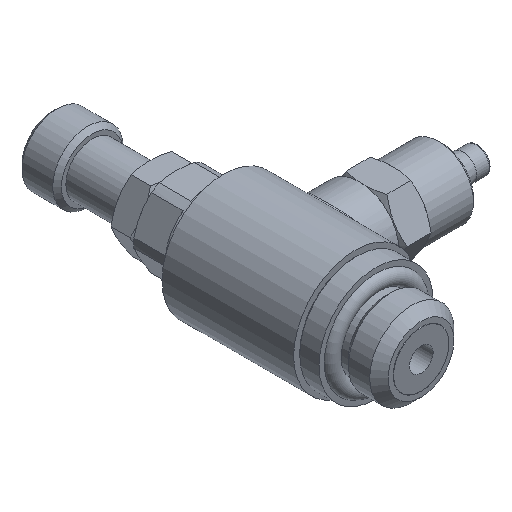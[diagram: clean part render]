
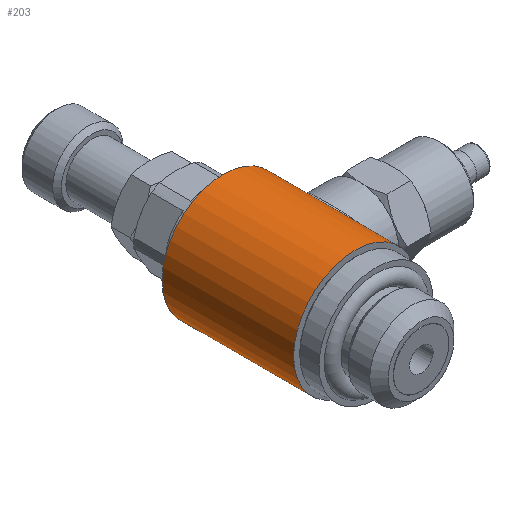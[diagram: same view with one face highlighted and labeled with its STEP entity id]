
A CAD part, isometric view. The second image highlights one B-rep face of the part: STEP entity #203.
In plain terms, the highlighted cylindrical face has radius 7 mm (diameter 14 mm), a full revolution.
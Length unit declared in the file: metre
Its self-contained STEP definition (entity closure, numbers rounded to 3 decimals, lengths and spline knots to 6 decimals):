
#203 = ADVANCED_FACE( 'NONE', ( #453, #454, #455 ), #456, .T. );
#453 = FACE_OUTER_BOUND( '', #787, .T. );
#454 = FACE_OUTER_BOUND( '', #788, .T. );
#455 = FACE_BOUND( '', #789, .T. );
#456 = CYLINDRICAL_SURFACE( '', #790, 0.007 );
#787 = EDGE_LOOP( '', ( #1455 ) );
#788 = EDGE_LOOP( '', ( #1456 ) );
#789 = EDGE_LOOP( '', ( #1457, #1458 ) );
#790 = AXIS2_PLACEMENT_3D( '', #1459, #1460, #1461 );
#1455 = ORIENTED_EDGE( '', *, *, #2029, .F. );
#1456 = ORIENTED_EDGE( '', *, *, #2030, .F. );
#1457 = ORIENTED_EDGE( '', *, *, #2031, .T. );
#1458 = ORIENTED_EDGE( '', *, *, #2032, .T. );
#1459 = CARTESIAN_POINT( '', ( 0., 0.030486, 0. ) );
#1460 = DIRECTION( '', ( 0., 1., 0. ) );
#1461 = DIRECTION( '', ( 0., 0., 1. ) );
#2029 = EDGE_CURVE( 'NONE', #2331, #2331, #2332, .T. );
#2030 = EDGE_CURVE( 'NONE', #2333, #2333, #2334, .T. );
#2031 = EDGE_CURVE( 'NONE', #2335, #2336, #2337, .T. );
#2032 = EDGE_CURVE( 'NONE', #2336, #2335, #2338, .T. );
#2331 = VERTEX_POINT( '', #2831 );
#2332 = CIRCLE( '', #2832, 0.007 );
#2333 = VERTEX_POINT( '', #2833 );
#2334 = CIRCLE( '', #2834, 0.007 );
#2335 = VERTEX_POINT( 'NONE', #2835 );
#2336 = VERTEX_POINT( 'NONE', #2836 );
#2337 = B_SPLINE_CURVE_WITH_KNOTS( '', 3, ( #2837, #2838, #2839, #2840, #2841, #2842, #2843, #2844, #2845, #2846, #2847, #2848, #2849, #2850, #2851, #2852, #2853, #2854, #2855, #2856, #2857, #2858, #2859, #2860, #2861, #2862, #2863 ), .UNSPECIFIED., .F., .F., ( 4, 1, 1, 1, 1, 1, 1, 1, 1, 1, 1, 1, 1, 1, 1, 1, 1, 1, 1, 1, 1, 1, 1, 1, 4 ), ( 0., 0.01275, 0.024649, 0.035718, 0.049045, 0.06251, 0.093262, 0.125, 0.186489, 0.249917, 0.31334, 0.374956, 0.43832, 0.499988, 0.56166, 0.625019, 0.686615, 0.75006, 0.813457, 0.874977, 0.906732, 0.937481, 0.95345, 0.968752, 1. ), .UNSPECIFIED. );
#2338 = B_SPLINE_CURVE_WITH_KNOTS( '', 3, ( #2864, #2865, #2866, #2867, #2868, #2869, #2870, #2871, #2872, #2873, #2874, #2875, #2876, #2877, #2878, #2879, #2880, #2881, #2882, #2883, #2884, #2885, #2886 ), .UNSPECIFIED., .F., .F., ( 4, 1, 1, 1, 1, 1, 1, 1, 1, 1, 1, 1, 1, 1, 1, 1, 1, 1, 1, 1, 4 ), ( 0., 0.015629, 0.031259, 0.062504, 0.124936, 0.18739, 0.249911, 0.312432, 0.374952, 0.437475, 0.499995, 0.562516, 0.625037, 0.687557, 0.750078, 0.812599, 0.875053, 0.937486, 0.96874, 0.984367, 1. ), .UNSPECIFIED. );
#2831 = CARTESIAN_POINT( '', ( 0., 0.0079, -0.007 ) );
#2832 = AXIS2_PLACEMENT_3D( '', #3429, #3430, #3431 );
#2833 = CARTESIAN_POINT( '', ( 0., 0.0229, 0.007 ) );
#2834 = AXIS2_PLACEMENT_3D( '', #3432, #3433, #3434 );
#2835 = CARTESIAN_POINT( '', ( 0.005217, 0.016897, 0.004667 ) );
#2836 = CARTESIAN_POINT( '', ( 0.005218, 0.016915, -0.004667 ) );
#2837 = CARTESIAN_POINT( '', ( 0.005217, 0.016897, 0.004667 ) );
#2838 = CARTESIAN_POINT( '', ( 0.005218, 0.016963, 0.004666 ) );
#2839 = CARTESIAN_POINT( '', ( 0.00522, 0.017092, 0.004663 ) );
#2840 = CARTESIAN_POINT( '', ( 0.005229, 0.017278, 0.004654 ) );
#2841 = CARTESIAN_POINT( '', ( 0.005243, 0.017466, 0.004638 ) );
#2842 = CARTESIAN_POINT( '', ( 0.005264, 0.017661, 0.004614 ) );
#2843 = CARTESIAN_POINT( '', ( 0.005306, 0.017955, 0.004566 ) );
#2844 = CARTESIAN_POINT( '', ( 0.005381, 0.018335, 0.004478 ) );
#2845 = CARTESIAN_POINT( '', ( 0.005541, 0.018932, 0.004281 ) );
#2846 = CARTESIAN_POINT( '', ( 0.005795, 0.019636, 0.003941 ) );
#2847 = CARTESIAN_POINT( '', ( 0.006139, 0.02038, 0.003389 ) );
#2848 = CARTESIAN_POINT( '', ( 0.006472, 0.021014, 0.002707 ) );
#2849 = CARTESIAN_POINT( '', ( 0.006758, 0.021505, 0.001896 ) );
#2850 = CARTESIAN_POINT( '', ( 0.006953, 0.021826, 0.000986 ) );
#2851 = CARTESIAN_POINT( '', ( 0.007023, 0.021936, 0.000009 ) );
#2852 = CARTESIAN_POINT( '', ( 0.006955, 0.02183, -0.000968 ) );
#2853 = CARTESIAN_POINT( '', ( 0.006763, 0.021513, -0.001879 ) );
#2854 = CARTESIAN_POINT( '', ( 0.006478, 0.021025, -0.002693 ) );
#2855 = CARTESIAN_POINT( '', ( 0.006145, 0.020393, -0.003378 ) );
#2856 = CARTESIAN_POINT( '', ( 0.005801, 0.019652, -0.003932 ) );
#2857 = CARTESIAN_POINT( '', ( 0.005546, 0.018948, -0.004274 ) );
#2858 = CARTESIAN_POINT( '', ( 0.005385, 0.018353, -0.004473 ) );
#2859 = CARTESIAN_POINT( '', ( 0.005307, 0.01796, -0.004565 ) );
#2860 = CARTESIAN_POINT( '', ( 0.005262, 0.017644, -0.004617 ) );
#2861 = CARTESIAN_POINT( '', ( 0.005227, 0.017321, -0.004656 ) );
#2862 = CARTESIAN_POINT( '', ( 0.005221, 0.017078, -0.004662 ) );
#2863 = CARTESIAN_POINT( '', ( 0.005218, 0.016915, -0.004667 ) );
#2864 = CARTESIAN_POINT( '', ( 0.005218, 0.016915, -0.004667 ) );
#2865 = CARTESIAN_POINT( '', ( 0.005218, 0.016833, -0.004666 ) );
#2866 = CARTESIAN_POINT( '', ( 0.00522, 0.01667, -0.004664 ) );
#2867 = CARTESIAN_POINT( '', ( 0.00524, 0.016344, -0.004642 ) );
#2868 = CARTESIAN_POINT( '', ( 0.005306, 0.015781, -0.004566 ) );
#2869 = CARTESIAN_POINT( '', ( 0.00549, 0.015008, -0.00435 ) );
#2870 = CARTESIAN_POINT( '', ( 0.005795, 0.014167, -0.003941 ) );
#2871 = CARTESIAN_POINT( '', ( 0.006136, 0.013423, -0.003393 ) );
#2872 = CARTESIAN_POINT( '', ( 0.00647, 0.012793, -0.002713 ) );
#2873 = CARTESIAN_POINT( '', ( 0.006755, 0.012299, -0.001907 ) );
#2874 = CARTESIAN_POINT( '', ( 0.006952, 0.011977, -0.000992 ) );
#2875 = CARTESIAN_POINT( '', ( 0.007023, 0.011863, -0.000009 ) );
#2876 = CARTESIAN_POINT( '', ( 0.006954, 0.011973, 0.000974 ) );
#2877 = CARTESIAN_POINT( '', ( 0.00676, 0.012291, 0.00189 ) );
#2878 = CARTESIAN_POINT( '', ( 0.006476, 0.012782, 0.002699 ) );
#2879 = CARTESIAN_POINT( '', ( 0.006143, 0.01341, 0.003381 ) );
#2880 = CARTESIAN_POINT( '', ( 0.005801, 0.014152, 0.003932 ) );
#2881 = CARTESIAN_POINT( '', ( 0.005494, 0.014992, 0.004344 ) );
#2882 = CARTESIAN_POINT( '', ( 0.00531, 0.015763, 0.004562 ) );
#2883 = CARTESIAN_POINT( '', ( 0.005241, 0.016326, 0.004641 ) );
#2884 = CARTESIAN_POINT( '', ( 0.005221, 0.016652, 0.004662 ) );
#2885 = CARTESIAN_POINT( '', ( 0.005219, 0.016815, 0.004665 ) );
#2886 = CARTESIAN_POINT( '', ( 0.005217, 0.016897, 0.004667 ) );
#3429 = CARTESIAN_POINT( '', ( 0., 0.0079, 0. ) );
#3430 = DIRECTION( '', ( 0., -1., 0. ) );
#3431 = DIRECTION( '', ( 0., 0., -1. ) );
#3432 = CARTESIAN_POINT( '', ( 0., 0.0229, 0. ) );
#3433 = DIRECTION( '', ( 0., 1., 0. ) );
#3434 = DIRECTION( '', ( 0., 0., 1. ) );
